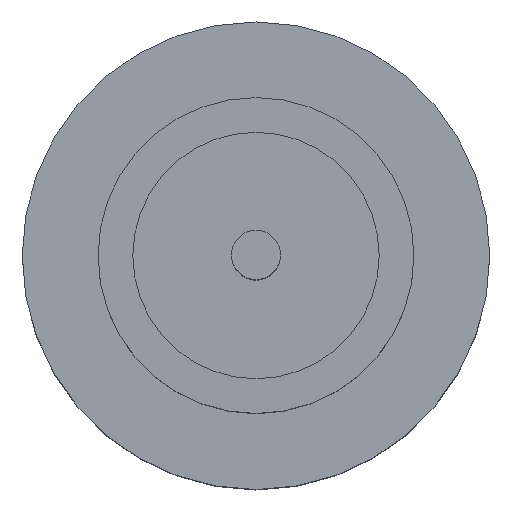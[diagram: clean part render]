
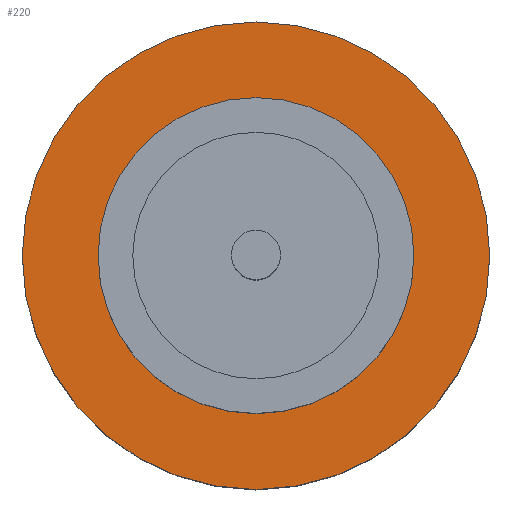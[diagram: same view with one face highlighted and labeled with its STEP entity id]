
A CAD part, top view. The second image highlights one B-rep face of the part: STEP entity #220.
In plain terms, the highlighted planar face has unit normal (0, 0, 1).
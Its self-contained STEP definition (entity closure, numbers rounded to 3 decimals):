
#8 = AXIS2_PLACEMENT_3D ( 'NONE', #556, #273, #476 ) ;
#66 = ORIENTED_EDGE ( 'NONE', *, *, #463, .F. ) ;
#67 = ORIENTED_EDGE ( 'NONE', *, *, #436, .T. ) ;
#97 = VERTEX_POINT ( 'NONE', #536 ) ;
#107 = EDGE_CURVE ( 'NONE', #388, #97, #343, .T. ) ;
#129 = VERTEX_POINT ( 'NONE', #466 ) ;
#139 = CIRCLE ( 'NONE', #478, 1.85 ) ;
#168 = ORIENTED_EDGE ( 'NONE', *, *, #107, .F. ) ;
#217 = AXIS2_PLACEMENT_3D ( 'NONE', #360, #289, #355 ) ;
#220 = ADVANCED_FACE ( 'NONE', ( #716, #521 ), #714, .T. ) ;
#272 = CARTESIAN_POINT ( 'NONE',  ( 0., 0., 1.55 ) ) ;
#273 = DIRECTION ( 'NONE',  ( 0., 0., 1. ) ) ;
#289 = DIRECTION ( 'NONE',  ( 0., 0., 1. ) ) ;
#291 = EDGE_CURVE ( 'NONE', #129, #508, #576, .T. ) ;
#302 = CARTESIAN_POINT ( 'NONE',  ( 0., 0., 1.55 ) ) ;
#343 = CIRCLE ( 'NONE', #795, 1.25 ) ;
#355 = DIRECTION ( 'NONE',  ( 1., 0., 0. ) ) ;
#360 = CARTESIAN_POINT ( 'NONE',  ( 0., 0., 1.55 ) ) ;
#388 = VERTEX_POINT ( 'NONE', #572 ) ;
#431 = DIRECTION ( 'NONE',  ( 0., 0., 1. ) ) ;
#436 = EDGE_CURVE ( 'NONE', #508, #129, #139, .T. ) ;
#463 = EDGE_CURVE ( 'NONE', #97, #388, #495, .T. ) ;
#466 = CARTESIAN_POINT ( 'NONE',  ( -1.85, 0., 1.55 ) ) ;
#476 = DIRECTION ( 'NONE',  ( 1., 0., 0. ) ) ;
#478 = AXIS2_PLACEMENT_3D ( 'NONE', #302, #431, #653 ) ;
#495 = CIRCLE ( 'NONE', #528, 1.25 ) ;
#500 = CARTESIAN_POINT ( 'NONE',  ( 0., 0., 1.55 ) ) ;
#508 = VERTEX_POINT ( 'NONE', #844 ) ;
#521 = FACE_OUTER_BOUND ( 'NONE', #522, .T. ) ;
#522 = EDGE_LOOP ( 'NONE', ( #551, #67 ) ) ;
#528 = AXIS2_PLACEMENT_3D ( 'NONE', #500, #584, #774 ) ;
#536 = CARTESIAN_POINT ( 'NONE',  ( -1.25, 0., 1.55 ) ) ;
#551 = ORIENTED_EDGE ( 'NONE', *, *, #291, .T. ) ;
#552 = DIRECTION ( 'NONE',  ( 1., 0., 0. ) ) ;
#556 = CARTESIAN_POINT ( 'NONE',  ( 0., 0., 1.55 ) ) ;
#572 = CARTESIAN_POINT ( 'NONE',  ( 1.25, 0., 1.55 ) ) ;
#576 = CIRCLE ( 'NONE', #8, 1.85 ) ;
#584 = DIRECTION ( 'NONE',  ( 0., 0., 1. ) ) ;
#653 = DIRECTION ( 'NONE',  ( 1., 0., 0. ) ) ;
#690 = EDGE_LOOP ( 'NONE', ( #168, #66 ) ) ;
#714 = PLANE ( 'NONE',  #217 ) ;
#716 = FACE_BOUND ( 'NONE', #690, .T. ) ;
#774 = DIRECTION ( 'NONE',  ( 1., 0., 0. ) ) ;
#795 = AXIS2_PLACEMENT_3D ( 'NONE', #272, #814, #552 ) ;
#814 = DIRECTION ( 'NONE',  ( 0., 0., 1. ) ) ;
#844 = CARTESIAN_POINT ( 'NONE',  ( 1.85, 0., 1.55 ) ) ;
